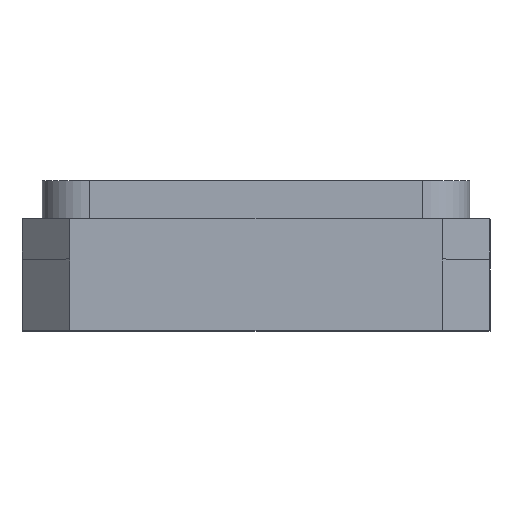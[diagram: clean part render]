
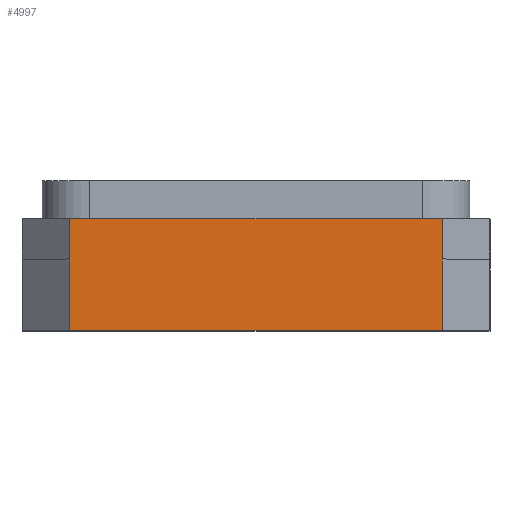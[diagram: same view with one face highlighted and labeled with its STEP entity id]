
A CAD part, top view. The second image highlights one B-rep face of the part: STEP entity #4997.
In plain terms, the highlighted planar face has unit normal (0, 0, 1).
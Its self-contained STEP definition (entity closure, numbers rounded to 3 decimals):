
#119 = CARTESIAN_POINT ( 'NONE',  ( -1.25, 0.597, 1.6 ) ) ;
#223 = EDGE_CURVE ( 'NONE', #7162, #6810, #5756, .T. ) ;
#367 = DIRECTION ( 'NONE',  ( 0., 1., 0. ) ) ;
#642 = DIRECTION ( 'NONE',  ( 0., -1., 0. ) ) ;
#754 = EDGE_CURVE ( 'NONE', #4212, #3297, #2030, .T. ) ;
#1177 = ORIENTED_EDGE ( 'NONE', *, *, #1623, .T. ) ;
#1218 = VECTOR ( 'NONE', #642, 1000. ) ;
#1268 = VECTOR ( 'NONE', #2718, 1000. ) ;
#1287 = DIRECTION ( 'NONE',  ( 0., 1., 0. ) ) ;
#1543 = PLANE ( 'NONE',  #8736 ) ;
#1559 = VERTEX_POINT ( 'NONE', #8060 ) ;
#1623 = EDGE_CURVE ( 'NONE', #6810, #1559, #6024, .T. ) ;
#2030 = LINE ( 'NONE', #8042, #5845 ) ;
#2334 = FACE_OUTER_BOUND ( 'NONE', #9393, .T. ) ;
#2653 = CARTESIAN_POINT ( 'NONE',  ( -0.996, 0.381, 1.6 ) ) ;
#2688 = ORIENTED_EDGE ( 'NONE', *, *, #9518, .T. ) ;
#2718 = DIRECTION ( 'NONE',  ( 0., -1., 0. ) ) ;
#3297 = VERTEX_POINT ( 'NONE', #3341 ) ;
#3341 = CARTESIAN_POINT ( 'NONE',  ( 0.996, 0.597, 1.6 ) ) ;
#3429 = VECTOR ( 'NONE', #7567, 1000. ) ;
#3892 = ORIENTED_EDGE ( 'NONE', *, *, #9646, .T. ) ;
#3909 = DIRECTION ( 'NONE',  ( 1., 0., 0. ) ) ;
#4136 = ORIENTED_EDGE ( 'NONE', *, *, #754, .T. ) ;
#4212 = VERTEX_POINT ( 'NONE', #8223 ) ;
#4877 = CARTESIAN_POINT ( 'NONE',  ( -0.996, 0.8, 1.6 ) ) ;
#4997 = ADVANCED_FACE ( 'NONE', ( #2334 ), #1543, .F. ) ;
#5155 = VECTOR ( 'NONE', #367, 1000. ) ;
#5163 = LINE ( 'NONE', #8172, #1218 ) ;
#5437 = CARTESIAN_POINT ( 'NONE',  ( 0.996, 0.8, 1.6 ) ) ;
#5721 = VERTEX_POINT ( 'NONE', #6088 ) ;
#5756 = LINE ( 'NONE', #4877, #1268 ) ;
#5845 = VECTOR ( 'NONE', #1287, 1000. ) ;
#6024 = LINE ( 'NONE', #6772, #7114 ) ;
#6088 = CARTESIAN_POINT ( 'NONE',  ( -0.996, 0.597, 1.6 ) ) ;
#6174 = LINE ( 'NONE', #5437, #5155 ) ;
#6772 = CARTESIAN_POINT ( 'NONE',  ( 1.25, 0., 1.6 ) ) ;
#6810 = VERTEX_POINT ( 'NONE', #8244 ) ;
#7114 = VECTOR ( 'NONE', #3909, 1000. ) ;
#7162 = VERTEX_POINT ( 'NONE', #2653 ) ;
#7467 = DIRECTION ( 'NONE',  ( 0., 0., -1. ) ) ;
#7567 = DIRECTION ( 'NONE',  ( -1., 0., 0. ) ) ;
#8042 = CARTESIAN_POINT ( 'NONE',  ( 0.996, 0.8, 1.6 ) ) ;
#8060 = CARTESIAN_POINT ( 'NONE',  ( 0.996, 0., 1.6 ) ) ;
#8172 = CARTESIAN_POINT ( 'NONE',  ( -0.996, 0.8, 1.6 ) ) ;
#8206 = DIRECTION ( 'NONE',  ( 0., 1., 0. ) ) ;
#8223 = CARTESIAN_POINT ( 'NONE',  ( 0.996, 0.381, 1.6 ) ) ;
#8244 = CARTESIAN_POINT ( 'NONE',  ( -0.996, 0., 1.6 ) ) ;
#8293 = CARTESIAN_POINT ( 'NONE',  ( 1.25, 0.8, 1.6 ) ) ;
#8395 = LINE ( 'NONE', #119, #3429 ) ;
#8670 = EDGE_CURVE ( 'NONE', #3297, #5721, #8395, .T. ) ;
#8736 = AXIS2_PLACEMENT_3D ( 'NONE', #8293, #7467, #8206 ) ;
#9043 = ORIENTED_EDGE ( 'NONE', *, *, #223, .T. ) ;
#9367 = ORIENTED_EDGE ( 'NONE', *, *, #8670, .T. ) ;
#9393 = EDGE_LOOP ( 'NONE', ( #1177, #3892, #4136, #9367, #2688, #9043 ) ) ;
#9518 = EDGE_CURVE ( 'NONE', #5721, #7162, #5163, .T. ) ;
#9646 = EDGE_CURVE ( 'NONE', #1559, #4212, #6174, .T. ) ;
